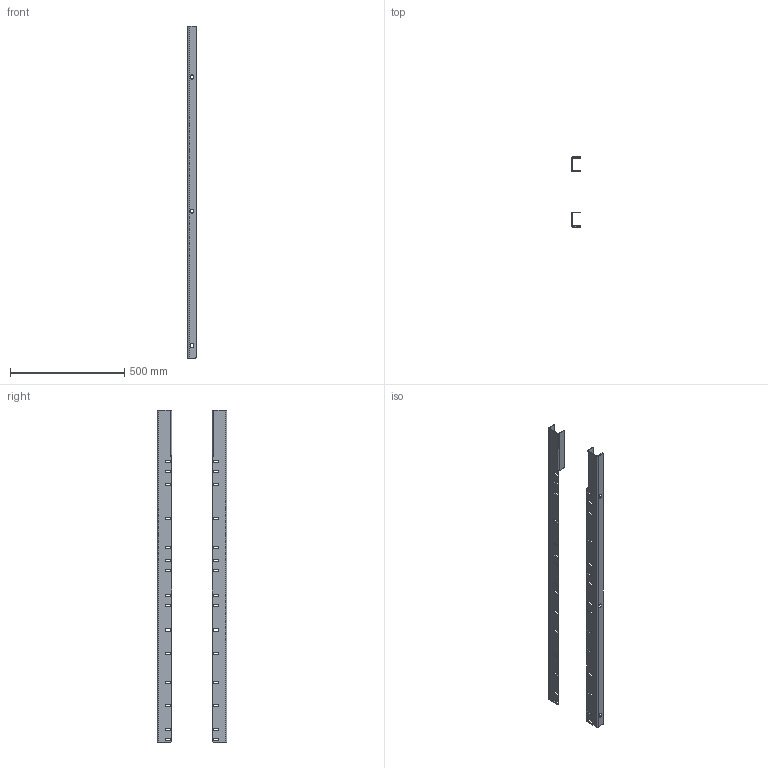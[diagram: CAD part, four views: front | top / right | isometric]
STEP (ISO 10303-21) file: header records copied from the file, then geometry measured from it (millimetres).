
FILE_DESCRIPTION (( 'STEP AP203' ), '1' );
FILE_NAME ('SCE-60FSHDPS.step', '2021-02-09T17:34:28', ( 'ADC123' ), ( 'Microsoft' ), 'SwSTEP 2.0', 'SolidWorks 2019', '' );
FILE_SCHEMA (( 'CONFIG_CONTROL_DESIGN' ));
Length unit declared in the file: inch
Products named in the file (1): SCE-60FSHDPS
Bounding box: 38.1 x 304.8 x 1454.15 mm (x, y, z)
Volume: 904592.4 mm3; surface area: 597553 mm2
Topology: 2 solids, 2 shells, 332 faces, 980 edges, 652 vertices
Faces by surface type: plane 168, cylinder 164
Entity records: 11381 total; most frequent: DIRECTION 1974, CARTESIAN_POINT 1965, ORIENTED_EDGE 1960, EDGE_CURVE 980, AXIS2_PLACEMENT_3D 661, LINE 652, VECTOR 652, VERTEX_POINT 652
